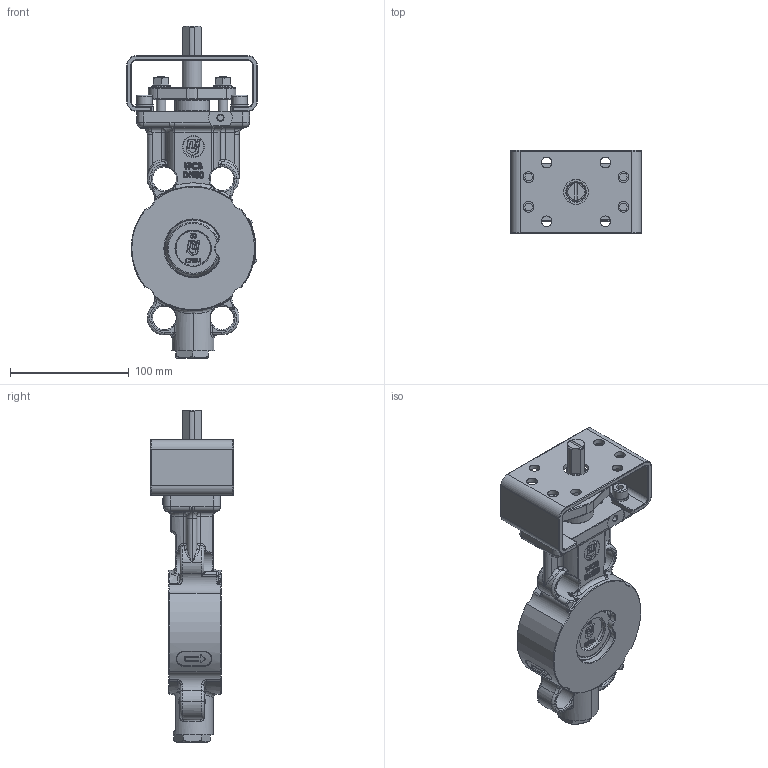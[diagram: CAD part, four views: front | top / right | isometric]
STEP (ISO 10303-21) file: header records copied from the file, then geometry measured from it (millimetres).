
FILE_DESCRIPTION(('HOOPS Exchange Step'),'2;1');
FILE_NAME('AK11_DN50_PN10-40-ANSI150-300_oH.stp','2024-11-22T09:46:54+01:00',('nieru'),('Unknown organisation'),'HOOPS Exchange 2024.2','HOOPS Exchange','Unknown authorisation');
FILE_SCHEMA( ('AP203_CONFIGURATION_CONTROLLED_3D_DESIGN_OF_MECHANICAL_PARTS_AND_ASSEMBLIES_MIM_LF') );
Length unit declared in the file: millimetre
Products named in the file (7): 0; root
Assembly tree (6 placements, depth 4):
  root
    0
      0
        0
      0
        0
      0
Bounding box: 110 x 70 x 280 mm (x, y, z)
Volume: 557550.4 mm3; surface area: 149962.8 mm2
Topology: 26 solids, 26 shells, 2787 faces, 6565 edges, 3800 vertices
Faces by surface type: bspline 1088, cylinder 776, plane 415, torus 368, cone 101, sphere 39
Full cylindrical faces by diameter (mm): 5 x1, 6.8 x2, 8 x6, 8.468 x2, 9 x14, 13 x4, 14.8 x4, 15.95 x2, 16 x3, 16.238 x2, 16.82 x2, 16.95 x1, 17.038 x1, 20 x4, 21 x1, 29.274 x1, 30.3 x1, 50.898 x1, 53.037 x2, 68.32 x1
Entity records: 242561 total; most frequent: CARTESIAN_POINT 185978, ORIENTED_EDGE 12938, DIRECTION 9351, EDGE_CURVE 6469, AXIS2_PLACEMENT_3D 3805, VERTEX_POINT 3800, EDGE_LOOP 2909, FACE_BOUND 2909
